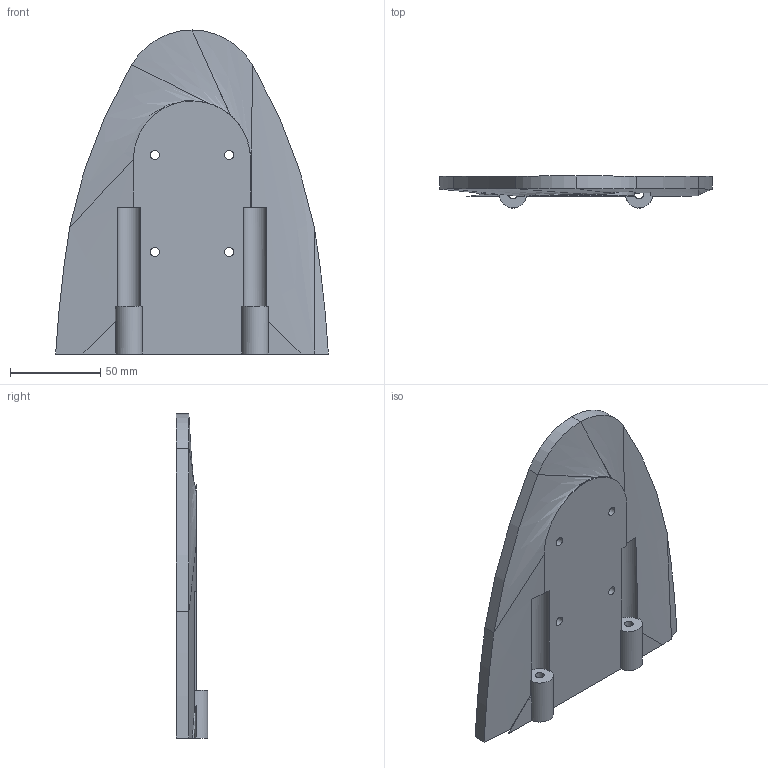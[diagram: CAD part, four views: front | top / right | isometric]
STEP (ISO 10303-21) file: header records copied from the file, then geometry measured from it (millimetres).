
FILE_DESCRIPTION(/* description */ (''),/* implementation_level */ '2;1');
FILE_NAME(/* name */ 'nose.stp',/* time_stamp */ '2023-08-24T19:33:43-07:00',/* author */ ('devan'),/* organization */ (''),/* preprocessor_version */ 'ST-DEVELOPER v20',/* originating_system */ 'Autodesk Inventor 2024',/* authorisation */ '');
FILE_SCHEMA (('AUTOMOTIVE_DESIGN { 1 0 10303 214 3 1 1 }'));
Length unit declared in the file: millimetre
Products named in the file (1): Part1
Bounding box: 151.46 x 17.5 x 180 mm (x, y, z)
Volume: 194637.5 mm3; surface area: 51185.9 mm2
Topology: 1 solids, 1 shells, 40 faces, 102 edges, 65 vertices
Faces by surface type: cylinder 18, plane 11, bspline 7, cone 4
Full cylindrical faces by diameter (mm): 4.55 x1, 5 x6
Entity records: 1566 total; most frequent: CARTESIAN_POINT 550, ORIENTED_EDGE 204, DIRECTION 192, EDGE_CURVE 102, AXIS2_PLACEMENT_3D 74, VERTEX_POINT 65, EDGE_LOOP 53, LINE 44
